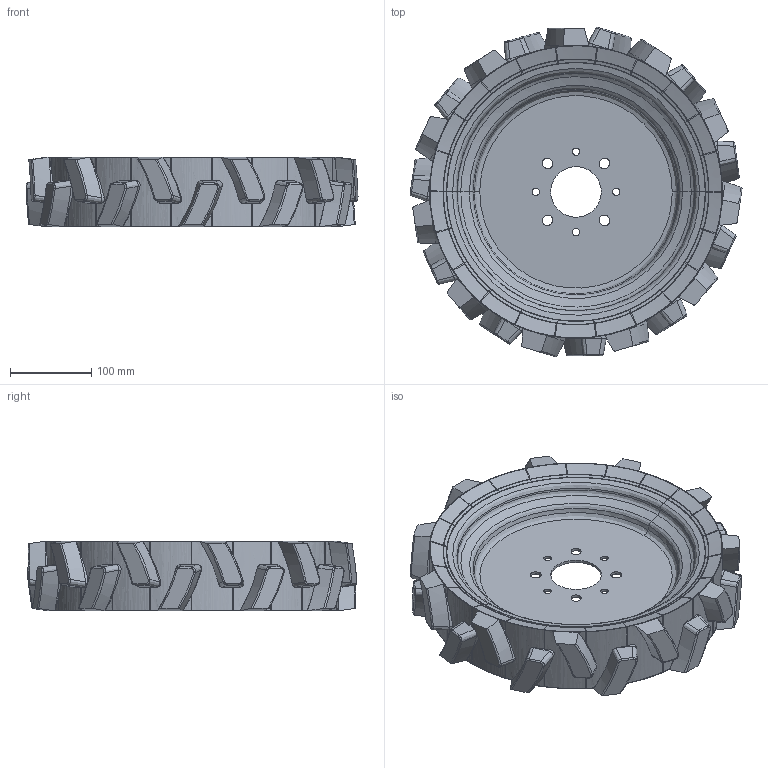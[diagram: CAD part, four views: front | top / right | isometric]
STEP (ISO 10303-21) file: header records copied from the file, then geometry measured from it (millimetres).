
FILE_DESCRIPTION(('FreeCAD Model'),'2;1');
FILE_NAME('Open CASCADE Shape Model','2025-05-04T06:26:37',('FreeCAD'),( 'FreeCAD'),'Open CASCADE STEP processor 7.6','FreeCAD','Unknown');
FILE_SCHEMA(('AUTOMOTIVE_DESIGN { 1 0 10303 214 1 1 1 1 }'));
Length unit declared in the file: millimetre
Products named in the file (1): Open CASCADE STEP translator 7.6 1
Bounding box: 409.39 x 406.26 x 85.69 mm (x, y, z)
Surface area: 5087174 mm2
Topology: 23 solids, 23 shells, 770 faces, 1788 edges, 1020 vertices
Faces by surface type: bspline 770
Entity records: 30834 total; most frequent: CARTESIAN_POINT 20583, ORIENTED_EDGE 3576, EDGE_CURVE 1788, B_SPLINE_CURVE_WITH_KNOTS 1208, VERTEX_POINT 1020, FACE_BOUND 788, EDGE_LOOP 788, ADVANCED_FACE 770
